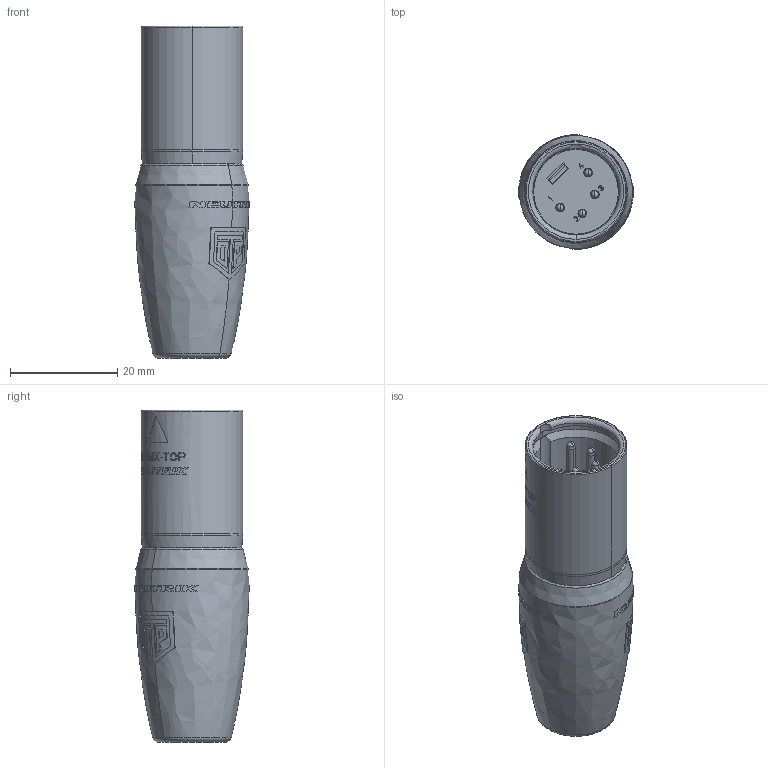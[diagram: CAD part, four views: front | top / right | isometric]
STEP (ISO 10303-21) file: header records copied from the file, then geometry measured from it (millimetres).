
FILE_DESCRIPTION((''),'2;1');
FILE_NAME('30009723','2022-06-15T07:38:47',('SYSTEM'),(''),'CREO PARAMETRIC BY PTC INC, 2021184','CREO PARAMETRIC BY PTC INC, 2021184','');
FILE_SCHEMA(('CONFIG_CONTROL_DESIGN'));
Length unit declared in the file: millimetre
Products named in the file (1): 30009723
Bounding box: 21.4 x 21.4 x 61.99 mm (x, y, z)
Volume: 14832.4 mm3; surface area: 6734.1 mm2
Topology: 1 solids, 5 shells, 694 faces, 1869 edges, 1228 vertices
Faces by surface type: bspline 314, plane 292, cylinder 46, cone 20, torus 14, sphere 8
Entity records: 31288 total; most frequent: CARTESIAN_POINT 15581, ORIENTED_EDGE 3706, DIRECTION 2452, EDGE_CURVE 1861, VERTEX_POINT 1228, VECTOR 916, LINE 916, AXIS2_PLACEMENT_3D 768
